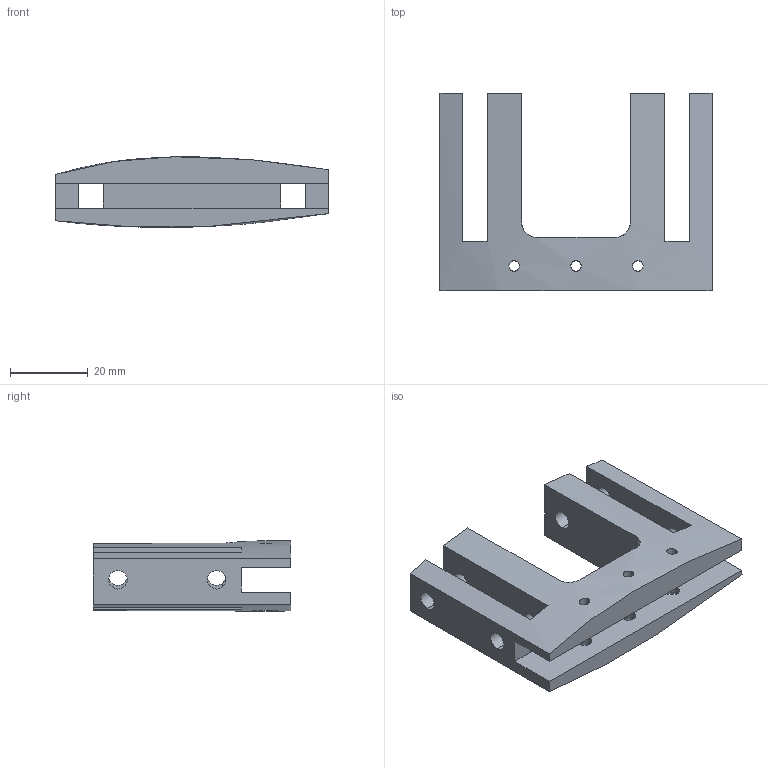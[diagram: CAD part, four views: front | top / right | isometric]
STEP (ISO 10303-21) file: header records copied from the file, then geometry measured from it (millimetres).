
FILE_DESCRIPTION (( 'STEP AP203' ), '1' );
FILE_NAME ('EXK-02-0003-02.STEP', '2021-02-17T20:48:14', ( '' ), ( '' ), 'SwSTEP 2.0', 'SolidWorks 2020', '' );
FILE_SCHEMA (( 'CONFIG_CONTROL_DESIGN' ));
Length unit declared in the file: inch
Products named in the file (1): EXK-02-0003-02
Bounding box: 70 x 50.8 x 18.14 mm (x, y, z)
Volume: 23871.8 mm3; surface area: 13189.7 mm2
Topology: 1 solids, 1 shells, 65 faces, 190 edges, 124 vertices
Faces by surface type: cylinder 36, plane 27, bspline 2
Entity records: 3136 total; most frequent: CARTESIAN_POINT 1321, ORIENTED_EDGE 380, DIRECTION 326, EDGE_CURVE 190, VERTEX_POINT 124, AXIS2_PLACEMENT_3D 122, EDGE_LOOP 94, LINE 82
